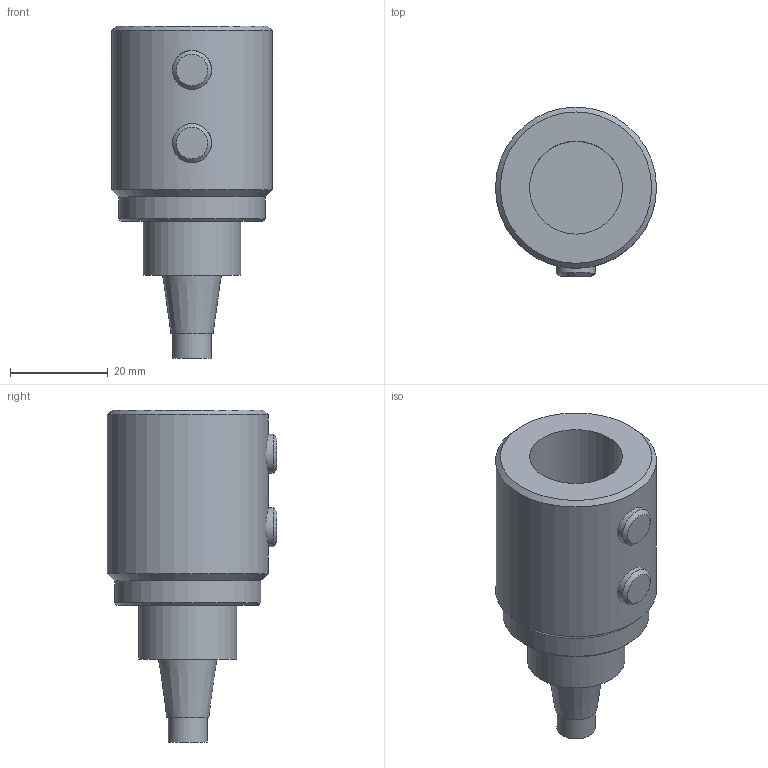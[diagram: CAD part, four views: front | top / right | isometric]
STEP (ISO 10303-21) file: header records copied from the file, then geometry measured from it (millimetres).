
FILE_DESCRIPTION(/* description */ (''),/* implementation_level */ '2;1');
FILE_NAME(/* name */ 'W9990214.stp',/* time_stamp */ '2017-05-09T13:57:18+02:00',/* author */ (''),/* organization */ (''),/* preprocessor_version */ 'ST-DEVELOPER v15',/* originating_system */ 'SIEMENS PLM Software NX 9.0',/* authorisation */ '');
FILE_SCHEMA (('AUTOMOTIVE_DESIGN { 1 0 10303 214 3 1 1 1 }'));
Length unit declared in the file: millimetre
Products named in the file (1): reic119C905Eo6ep
Bounding box: 33 x 34.74 x 68 mm (x, y, z)
Volume: 28211.1 mm3; surface area: 8951 mm2
Topology: 1 solids, 1 shells, 21 faces, 37 edges, 24 vertices
Faces by surface type: plane 8, cylinder 7, cone 6
Full cylindrical faces by diameter (mm): 8 x3, 19.05 x1, 20 x1, 30 x1, 33 x1
Entity records: 562 total; most frequent: CARTESIAN_POINT 176, DIRECTION 80, EDGE_LOOP 40, ORIENTED_EDGE 40, AXIS2_PLACEMENT_3D 40, FACE_BOUND 36, ADVANCED_FACE 21, VERTEX_POINT 20
